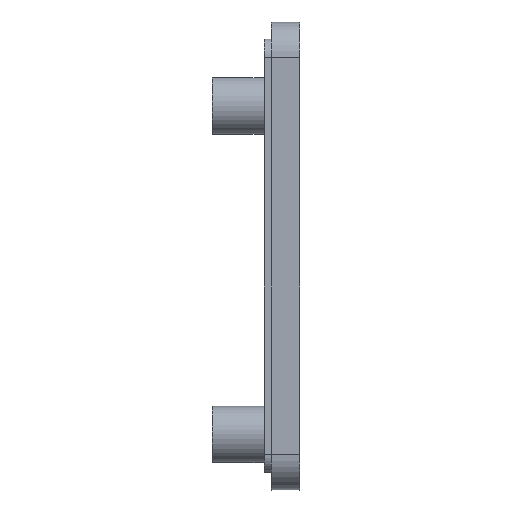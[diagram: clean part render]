
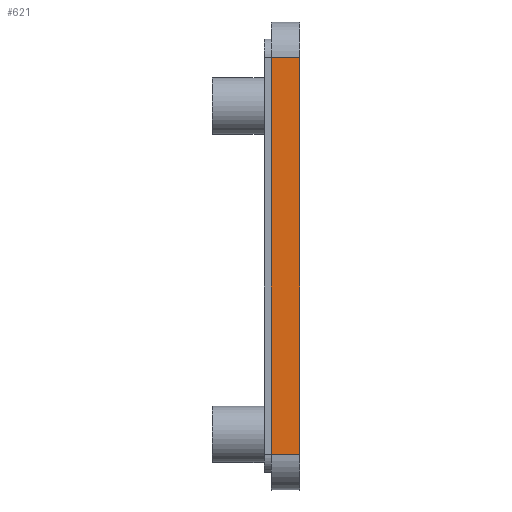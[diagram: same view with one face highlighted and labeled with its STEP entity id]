
A CAD part, left-side view. The second image highlights one B-rep face of the part: STEP entity #621.
In plain terms, the highlighted planar face has unit normal (-1, 0, 0).
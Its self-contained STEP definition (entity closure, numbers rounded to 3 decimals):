
#72 = CARTESIAN_POINT ( 'NONE',  ( -66.501, 4., -4.99 ) ) ;
#101 = VERTEX_POINT ( 'NONE', #990 ) ;
#122 = ORIENTED_EDGE ( 'NONE', *, *, #1031, .F. ) ;
#205 = DIRECTION ( 'NONE',  ( 0., -1., 0. ) ) ;
#208 = CARTESIAN_POINT ( 'NONE',  ( -66.501, 4., -60.99 ) ) ;
#248 = VECTOR ( 'NONE', #2145, 1000. ) ;
#272 = CARTESIAN_POINT ( 'NONE',  ( -66.501, 0., -60.99 ) ) ;
#369 = CARTESIAN_POINT ( 'NONE',  ( -66.501, 4., -60.99 ) ) ;
#429 = DIRECTION ( 'NONE',  ( 0., 0., 1. ) ) ;
#532 = CARTESIAN_POINT ( 'NONE',  ( -66.501, 0., -4.99 ) ) ;
#553 = LINE ( 'NONE', #208, #560 ) ;
#560 = VECTOR ( 'NONE', #2147, 1000. ) ;
#612 = LINE ( 'NONE', #272, #655 ) ;
#621 = ADVANCED_FACE ( 'NONE', ( #1540 ), #854, .F. ) ;
#655 = VECTOR ( 'NONE', #429, 1000. ) ;
#691 = LINE ( 'NONE', #862, #2142 ) ;
#700 = EDGE_LOOP ( 'NONE', ( #1795, #122, #2133, #752 ) ) ;
#707 = DIRECTION ( 'NONE',  ( 1., 0., 0. ) ) ;
#715 = EDGE_CURVE ( 'NONE', #1736, #2113, #553, .T. ) ;
#752 = ORIENTED_EDGE ( 'NONE', *, *, #1266, .T. ) ;
#783 = LINE ( 'NONE', #72, #248 ) ;
#854 = PLANE ( 'NONE',  #896 ) ;
#862 = CARTESIAN_POINT ( 'NONE',  ( -66.501, 4., -60.99 ) ) ;
#896 = AXIS2_PLACEMENT_3D ( 'NONE', #1188, #707, #1049 ) ;
#990 = CARTESIAN_POINT ( 'NONE',  ( -66.501, 0., -60.99 ) ) ;
#997 = EDGE_CURVE ( 'NONE', #101, #2156, #612, .T. ) ;
#1031 = EDGE_CURVE ( 'NONE', #2113, #2156, #783, .T. ) ;
#1049 = DIRECTION ( 'NONE',  ( 0., 0., -1. ) ) ;
#1188 = CARTESIAN_POINT ( 'NONE',  ( -66.501, 4., -60.99 ) ) ;
#1266 = EDGE_CURVE ( 'NONE', #1736, #101, #691, .T. ) ;
#1540 = FACE_OUTER_BOUND ( 'NONE', #700, .T. ) ;
#1709 = CARTESIAN_POINT ( 'NONE',  ( -66.501, 4., -4.99 ) ) ;
#1736 = VERTEX_POINT ( 'NONE', #369 ) ;
#1795 = ORIENTED_EDGE ( 'NONE', *, *, #997, .T. ) ;
#2113 = VERTEX_POINT ( 'NONE', #1709 ) ;
#2133 = ORIENTED_EDGE ( 'NONE', *, *, #715, .F. ) ;
#2142 = VECTOR ( 'NONE', #205, 1000. ) ;
#2145 = DIRECTION ( 'NONE',  ( 0., -1., 0. ) ) ;
#2147 = DIRECTION ( 'NONE',  ( 0., 0., 1. ) ) ;
#2156 = VERTEX_POINT ( 'NONE', #532 ) ;
